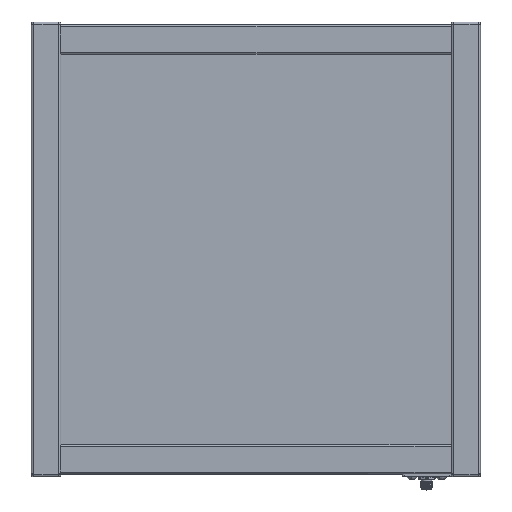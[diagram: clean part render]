
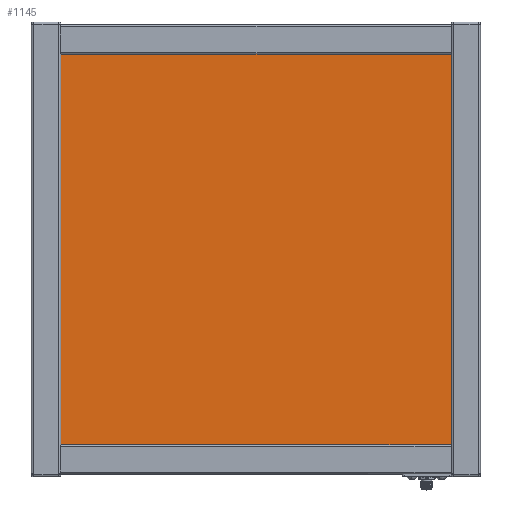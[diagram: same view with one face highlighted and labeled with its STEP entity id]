
A CAD part, top view. The second image highlights one B-rep face of the part: STEP entity #1145.
In plain terms, the highlighted planar face has unit normal (0, 0, 1).
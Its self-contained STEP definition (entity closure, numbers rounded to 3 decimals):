
#147 = EDGE_LOOP ( 'NONE', ( #10280, #3428, #9864, #38969, #12071 ) ) ;
#331 = VERTEX_POINT ( 'NONE', #38134 ) ;
#1145 = ADVANCED_FACE ( 'NONE', ( #9599 ), #12479, .T. ) ;
#1925 = CARTESIAN_POINT ( 'NONE',  ( 199.8, -200., 0. ) ) ;
#2348 = VERTEX_POINT ( 'NONE', #21848 ) ;
#3333 = DIRECTION ( 'NONE',  ( 1., 0., 0. ) ) ;
#3428 = ORIENTED_EDGE ( 'NONE', *, *, #28403, .T. ) ;
#9140 = EDGE_CURVE ( 'NONE', #331, #19949, #31307, .T. ) ;
#9599 = FACE_OUTER_BOUND ( 'NONE', #147, .T. ) ;
#9864 = ORIENTED_EDGE ( 'NONE', *, *, #38988, .T. ) ;
#10280 = ORIENTED_EDGE ( 'NONE', *, *, #36963, .T. ) ;
#10901 = LINE ( 'NONE', #37482, #14273 ) ;
#12071 = ORIENTED_EDGE ( 'NONE', *, *, #40096, .T. ) ;
#12479 = PLANE ( 'NONE',  #28289 ) ;
#12735 = DIRECTION ( 'NONE',  ( -1., 0., 0. ) ) ;
#13132 = CARTESIAN_POINT ( 'NONE',  ( -200., -200., 0. ) ) ;
#13918 = CARTESIAN_POINT ( 'NONE',  ( 200., -230., 0. ) ) ;
#14273 = VECTOR ( 'NONE', #39184, 1000. ) ;
#14884 = DIRECTION ( 'NONE',  ( 0., 1., 0. ) ) ;
#16827 = CARTESIAN_POINT ( 'NONE',  ( -200., -200., 0. ) ) ;
#17372 = VECTOR ( 'NONE', #31482, 1000. ) ;
#17910 = VERTEX_POINT ( 'NONE', #16827 ) ;
#18336 = LINE ( 'NONE', #13132, #17372 ) ;
#18653 = VECTOR ( 'NONE', #14884, 1000. ) ;
#19547 = LINE ( 'NONE', #25066, #35116 ) ;
#19949 = VERTEX_POINT ( 'NONE', #26547 ) ;
#21112 = VERTEX_POINT ( 'NONE', #1925 ) ;
#21848 = CARTESIAN_POINT ( 'NONE',  ( -200., 200., 0. ) ) ;
#22398 = LINE ( 'NONE', #36530, #35569 ) ;
#24806 = DIRECTION ( 'NONE',  ( 0., -1., 0. ) ) ;
#24935 = CARTESIAN_POINT ( 'NONE',  ( 0., 0., 0. ) ) ;
#25066 = CARTESIAN_POINT ( 'NONE',  ( 200., 200., 0. ) ) ;
#26547 = CARTESIAN_POINT ( 'NONE',  ( 200., 200., 0. ) ) ;
#28289 = AXIS2_PLACEMENT_3D ( 'NONE', #24935, #30562, #24806 ) ;
#28403 = EDGE_CURVE ( 'NONE', #17910, #21112, #22398, .T. ) ;
#30562 = DIRECTION ( 'NONE',  ( 0., 0., 1. ) ) ;
#31307 = LINE ( 'NONE', #13918, #18653 ) ;
#31482 = DIRECTION ( 'NONE',  ( 0., -1., 0. ) ) ;
#35116 = VECTOR ( 'NONE', #12735, 1000. ) ;
#35569 = VECTOR ( 'NONE', #3333, 1000. ) ;
#36530 = CARTESIAN_POINT ( 'NONE',  ( -200.2, -200., 0. ) ) ;
#36963 = EDGE_CURVE ( 'NONE', #2348, #17910, #18336, .T. ) ;
#37482 = CARTESIAN_POINT ( 'NONE',  ( 200., -200., 0. ) ) ;
#38134 = CARTESIAN_POINT ( 'NONE',  ( 200., -200., 0. ) ) ;
#38969 = ORIENTED_EDGE ( 'NONE', *, *, #9140, .T. ) ;
#38988 = EDGE_CURVE ( 'NONE', #21112, #331, #10901, .T. ) ;
#39184 = DIRECTION ( 'NONE',  ( 1., 0., 0. ) ) ;
#40096 = EDGE_CURVE ( 'NONE', #19949, #2348, #19547, .T. ) ;
